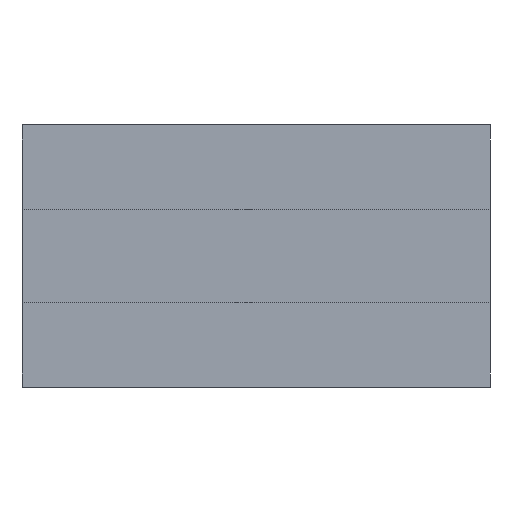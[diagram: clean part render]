
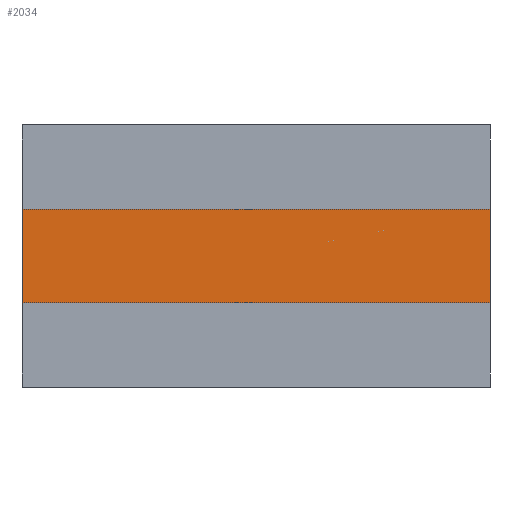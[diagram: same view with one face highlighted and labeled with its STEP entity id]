
A CAD part, left-side view. The second image highlights one B-rep face of the part: STEP entity #2034.
In plain terms, the highlighted planar face has unit normal (-1, 0, 0).
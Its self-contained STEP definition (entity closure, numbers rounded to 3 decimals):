
#1550 = ORIENTED_EDGE ( 'NONE', *, *, #2017, .F. ) ;
#1809 = VERTEX_POINT ( 'NONE', #10551 ) ;
#1811 = EDGE_CURVE ( 'NONE', #1809, #1824, #10549, .T. ) ;
#1824 = VERTEX_POINT ( 'NONE', #10620 ) ;
#1876 = VERTEX_POINT ( 'NONE', #10694 ) ;
#1878 = EDGE_CURVE ( 'NONE', #1879, #1876, #10693, .T. ) ;
#1879 = VERTEX_POINT ( 'NONE', #10689 ) ;
#2017 = EDGE_CURVE ( 'NONE', #1879, #1809, #11133, .T. ) ;
#2034 = ADVANCED_FACE ( 'NONE', ( #11220 ), #11223, .F. ) ;
#2035 = EDGE_LOOP ( 'NONE', ( #2036, #2037, #2039, #1550 ) ) ;
#2036 = ORIENTED_EDGE ( 'NONE', *, *, #1878, .T. ) ;
#2037 = ORIENTED_EDGE ( 'NONE', *, *, #2038, .T. ) ;
#2038 = EDGE_CURVE ( 'NONE', #1876, #1824, #11218, .T. ) ;
#2039 = ORIENTED_EDGE ( 'NONE', *, *, #1811, .F. ) ;
#10546 = DIRECTION ( 'NONE',  ( 0., 0., -1. ) ) ;
#10547 = VECTOR ( 'NONE', #10546, 1000. ) ;
#10548 = CARTESIAN_POINT ( 'NONE',  ( -4.2, -2.5, 0.5 ) ) ;
#10549 = LINE ( 'NONE', #10548, #10547 ) ;
#10551 = CARTESIAN_POINT ( 'NONE',  ( -4.2, -2.5, 0.5 ) ) ;
#10620 = CARTESIAN_POINT ( 'NONE',  ( -4.2, -2.5, -0.5 ) ) ;
#10689 = CARTESIAN_POINT ( 'NONE',  ( -4.2, 2.5, 0.5 ) ) ;
#10690 = DIRECTION ( 'NONE',  ( 0., 0., -1. ) ) ;
#10691 = VECTOR ( 'NONE', #10690, 1000. ) ;
#10692 = CARTESIAN_POINT ( 'NONE',  ( -4.2, 2.5, 0.5 ) ) ;
#10693 = LINE ( 'NONE', #10692, #10691 ) ;
#10694 = CARTESIAN_POINT ( 'NONE',  ( -4.2, 2.5, -0.5 ) ) ;
#11125 = DIRECTION ( 'NONE',  ( 0., -1., 0. ) ) ;
#11126 = VECTOR ( 'NONE', #11125, 1000. ) ;
#11127 = CARTESIAN_POINT ( 'NONE',  ( -4.2, 0., 0.5 ) ) ;
#11133 = LINE ( 'NONE', #11127, #11126 ) ;
#11212 = DIRECTION ( 'NONE',  ( 0., -1., 0. ) ) ;
#11213 = VECTOR ( 'NONE', #11212, 1000. ) ;
#11214 = CARTESIAN_POINT ( 'NONE',  ( -4.2, 0., -0.5 ) ) ;
#11215 = DIRECTION ( 'NONE',  ( 0., 0., -1. ) ) ;
#11216 = DIRECTION ( 'NONE',  ( 1., 0., 0. ) ) ;
#11217 = CARTESIAN_POINT ( 'NONE',  ( -4.2, 0., 0.5 ) ) ;
#11218 = LINE ( 'NONE', #11214, #11213 ) ;
#11219 = AXIS2_PLACEMENT_3D ( 'NONE', #11217, #11216, #11215 ) ;
#11220 = FACE_OUTER_BOUND ( 'NONE', #2035, .T. ) ;
#11223 = PLANE ( 'NONE',  #11219 ) ;
